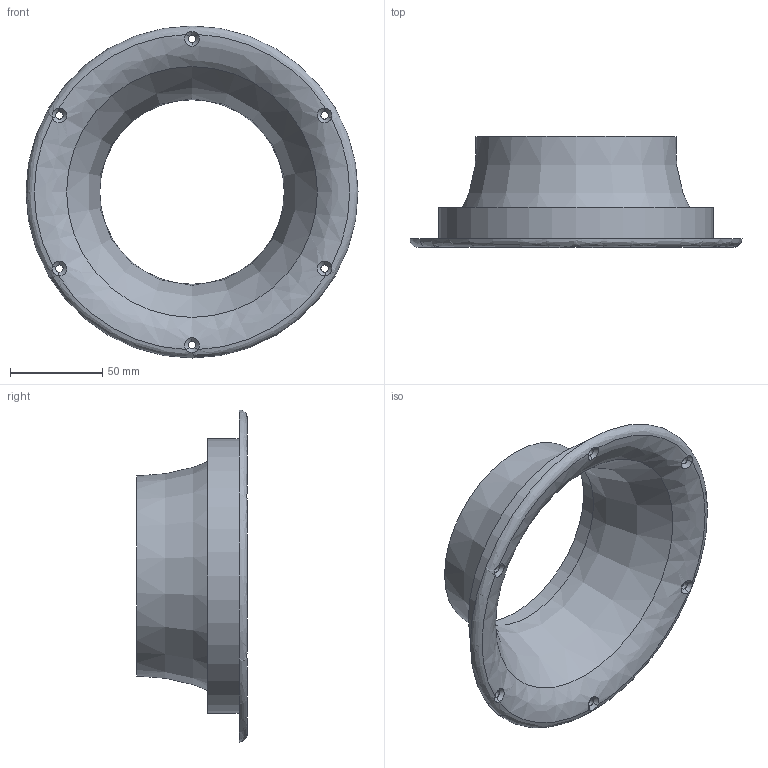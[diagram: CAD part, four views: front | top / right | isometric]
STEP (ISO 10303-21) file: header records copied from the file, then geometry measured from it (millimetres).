
FILE_DESCRIPTION(('FreeCAD Model'),'2;1');
FILE_NAME('Jet_100_aussen.step','2021-05-31T16:20:52',('Author'),(''), 'Open CASCADE STEP processor 7.3','FreeCAD','Unknown');
FILE_SCHEMA(('AUTOMOTIVE_DESIGN { 1 0 10303 214 1 1 1 1 }'));
Length unit declared in the file: millimetre
Products named in the file (1): Jet_100_aussen
Bounding box: 180 x 60 x 180 mm (x, y, z)
Volume: 124464.1 mm3; surface area: 81065.4 mm2
Topology: 1 solids, 1 shells, 37 faces, 94 edges, 55 vertices
Faces by surface type: bspline 19, cylinder 9, revolution 5, plane 4
Full cylindrical faces by diameter (mm): 4 x6, 104.8 x1, 145.3 x1, 149 x1
Entity records: 5028 total; most frequent: CARTESIAN_POINT 3316, DIRECTION 237, ORIENTED_EDGE 188, PCURVE 188, DEFINITIONAL_REPRESENTATION 188, LINE 126, VECTOR 126, B_SPLINE_CURVE_WITH_KNOTS 114
